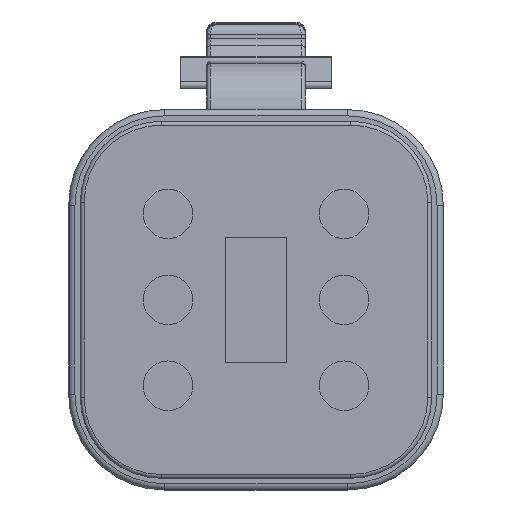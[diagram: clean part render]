
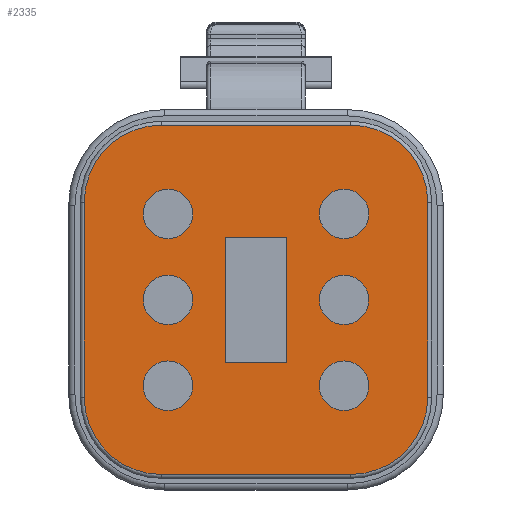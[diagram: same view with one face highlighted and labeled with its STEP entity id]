
A CAD part, front view. The second image highlights one B-rep face of the part: STEP entity #2335.
In plain terms, the highlighted planar face has unit normal (0, -1, 0).
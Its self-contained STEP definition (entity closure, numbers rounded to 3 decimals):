
#2335=ADVANCED_FACE('',(#3184,#3185,#3186,#3187,#3188,#3189,#3190,#3191),
#2991,.T.);
#2991=PLANE('',#15504);
#3184=FACE_BOUND('',#3709,.T.);
#3185=FACE_BOUND('',#3710,.T.);
#3186=FACE_BOUND('',#3711,.T.);
#3187=FACE_BOUND('',#3712,.T.);
#3188=FACE_BOUND('',#3713,.T.);
#3189=FACE_BOUND('',#3714,.T.);
#3190=FACE_BOUND('',#3715,.T.);
#3191=FACE_BOUND('',#3716,.T.);
#3709=EDGE_LOOP('',(#7165,#7166,#7167,#7168,#7169,#7170,#7171,#7172));
#3710=EDGE_LOOP('',(#7173,#7174,#7175,#7176));
#3711=EDGE_LOOP('',(#7177));
#3712=EDGE_LOOP('',(#7178));
#3713=EDGE_LOOP('',(#7179));
#3714=EDGE_LOOP('',(#7180));
#3715=EDGE_LOOP('',(#7181));
#3716=EDGE_LOOP('',(#7182));
#4765=CIRCLE('',#15484,1.28);
#4766=CIRCLE('',#15486,1.28);
#4767=CIRCLE('',#15488,1.28);
#4768=CIRCLE('',#15490,1.28);
#4769=CIRCLE('',#15492,1.28);
#4770=CIRCLE('',#15494,1.28);
#4771=CIRCLE('',#15500,4.);
#4772=CIRCLE('',#15501,4.);
#4773=CIRCLE('',#15502,4.);
#4774=CIRCLE('',#15503,4.);
#7165=ORIENTED_EDGE('',*,*,#11974,.T.);
#7166=ORIENTED_EDGE('',*,*,#11975,.T.);
#7167=ORIENTED_EDGE('',*,*,#11976,.T.);
#7168=ORIENTED_EDGE('',*,*,#11977,.T.);
#7169=ORIENTED_EDGE('',*,*,#11978,.T.);
#7170=ORIENTED_EDGE('',*,*,#11979,.T.);
#7171=ORIENTED_EDGE('',*,*,#11980,.T.);
#7172=ORIENTED_EDGE('',*,*,#11981,.T.);
#7173=ORIENTED_EDGE('',*,*,#11973,.F.);
#7174=ORIENTED_EDGE('',*,*,#11971,.F.);
#7175=ORIENTED_EDGE('',*,*,#11969,.F.);
#7176=ORIENTED_EDGE('',*,*,#11966,.F.);
#7177=ORIENTED_EDGE('',*,*,#11965,.F.);
#7178=ORIENTED_EDGE('',*,*,#11964,.F.);
#7179=ORIENTED_EDGE('',*,*,#11963,.F.);
#7180=ORIENTED_EDGE('',*,*,#11962,.F.);
#7181=ORIENTED_EDGE('',*,*,#11961,.F.);
#7182=ORIENTED_EDGE('',*,*,#11960,.F.);
#10308=VERTEX_POINT('',#26521);
#10309=VERTEX_POINT('',#26524);
#10310=VERTEX_POINT('',#26527);
#10311=VERTEX_POINT('',#26530);
#10312=VERTEX_POINT('',#26533);
#10313=VERTEX_POINT('',#26536);
#10314=VERTEX_POINT('',#26539);
#10315=VERTEX_POINT('',#26540);
#10316=VERTEX_POINT('',#26545);
#10317=VERTEX_POINT('',#26549);
#10318=VERTEX_POINT('',#26555);
#10319=VERTEX_POINT('',#26556);
#10320=VERTEX_POINT('',#26558);
#10321=VERTEX_POINT('',#26560);
#10322=VERTEX_POINT('',#26562);
#10323=VERTEX_POINT('',#26564);
#10324=VERTEX_POINT('',#26566);
#10325=VERTEX_POINT('',#26568);
#11960=EDGE_CURVE('',#10308,#10308,#4765,.T.);
#11961=EDGE_CURVE('',#10309,#10309,#4766,.T.);
#11962=EDGE_CURVE('',#10310,#10310,#4767,.T.);
#11963=EDGE_CURVE('',#10311,#10311,#4768,.T.);
#11964=EDGE_CURVE('',#10312,#10312,#4769,.T.);
#11965=EDGE_CURVE('',#10313,#10313,#4770,.T.);
#11966=EDGE_CURVE('',#10314,#10315,#13525,.T.);
#11969=EDGE_CURVE('',#10315,#10316,#13528,.T.);
#11971=EDGE_CURVE('',#10316,#10317,#13530,.T.);
#11973=EDGE_CURVE('',#10317,#10314,#13532,.T.);
#11974=EDGE_CURVE('',#10318,#10319,#4771,.T.);
#11975=EDGE_CURVE('',#10319,#10320,#13533,.T.);
#11976=EDGE_CURVE('',#10320,#10321,#4772,.T.);
#11977=EDGE_CURVE('',#10321,#10322,#13534,.T.);
#11978=EDGE_CURVE('',#10322,#10323,#4773,.T.);
#11979=EDGE_CURVE('',#10323,#10324,#13535,.T.);
#11980=EDGE_CURVE('',#10324,#10325,#4774,.T.);
#11981=EDGE_CURVE('',#10325,#10318,#13536,.T.);
#13525=LINE('',#26538,#14305);
#13528=LINE('',#26544,#14308);
#13530=LINE('',#26548,#14310);
#13532=LINE('',#26552,#14312);
#13533=LINE('',#26557,#14313);
#13534=LINE('',#26561,#14314);
#13535=LINE('',#26565,#14315);
#13536=LINE('',#26569,#14316);
#14305=VECTOR('',#18425,1.);
#14308=VECTOR('',#18430,1.);
#14310=VECTOR('',#18434,1.);
#14312=VECTOR('',#18438,1.);
#14313=VECTOR('',#18443,1.);
#14314=VECTOR('',#18446,1.);
#14315=VECTOR('',#18449,1.);
#14316=VECTOR('',#18452,1.);
#15484=AXIS2_PLACEMENT_3D('',#26520,#18401,#18402);
#15486=AXIS2_PLACEMENT_3D('',#26523,#18405,#18406);
#15488=AXIS2_PLACEMENT_3D('',#26526,#18409,#18410);
#15490=AXIS2_PLACEMENT_3D('',#26529,#18413,#18414);
#15492=AXIS2_PLACEMENT_3D('',#26532,#18417,#18418);
#15494=AXIS2_PLACEMENT_3D('',#26535,#18421,#18422);
#15500=AXIS2_PLACEMENT_3D('',#26554,#18441,#18442);
#15501=AXIS2_PLACEMENT_3D('',#26559,#18444,#18445);
#15502=AXIS2_PLACEMENT_3D('',#26563,#18447,#18448);
#15503=AXIS2_PLACEMENT_3D('',#26567,#18450,#18451);
#15504=AXIS2_PLACEMENT_3D('',#26570,#18453,#18454);
#18401=DIRECTION('',(0.,-1.,0.));
#18402=DIRECTION('',(1.,0.,0.));
#18405=DIRECTION('',(0.,-1.,0.));
#18406=DIRECTION('',(1.,0.,0.));
#18409=DIRECTION('',(0.,-1.,0.));
#18410=DIRECTION('',(1.,0.,0.));
#18413=DIRECTION('',(0.,-1.,0.));
#18414=DIRECTION('',(1.,0.,0.));
#18417=DIRECTION('',(0.,-1.,0.));
#18418=DIRECTION('',(1.,0.,0.));
#18421=DIRECTION('',(0.,-1.,0.));
#18422=DIRECTION('',(1.,0.,0.));
#18425=DIRECTION('',(1.,0.,0.));
#18430=DIRECTION('',(0.,0.,1.));
#18434=DIRECTION('',(-1.,0.,0.));
#18438=DIRECTION('',(0.,0.,-1.));
#18441=DIRECTION('',(0.,-1.,0.));
#18442=DIRECTION('',(0.,0.,-1.));
#18443=DIRECTION('',(0.,0.,1.));
#18444=DIRECTION('',(0.,-1.,0.));
#18445=DIRECTION('',(0.,0.,-1.));
#18446=DIRECTION('',(-1.,0.,0.));
#18447=DIRECTION('',(0.,-1.,0.));
#18448=DIRECTION('',(0.,0.,-1.));
#18449=DIRECTION('',(0.,0.,-1.));
#18450=DIRECTION('',(0.,-1.,0.));
#18451=DIRECTION('',(0.,0.,-1.));
#18452=DIRECTION('',(1.,0.,0.));
#18453=DIRECTION('',(0.,-1.,0.));
#18454=DIRECTION('',(0.,0.,-1.));
#26520=CARTESIAN_POINT('',(4.56,0.,0.));
#26521=CARTESIAN_POINT('',(5.84,0.,0.));
#26523=CARTESIAN_POINT('',(-4.56,0.,4.45));
#26524=CARTESIAN_POINT('',(-3.28,0.,4.45));
#26526=CARTESIAN_POINT('',(-4.56,0.,-4.45));
#26527=CARTESIAN_POINT('',(-3.28,0.,-4.45));
#26529=CARTESIAN_POINT('',(-4.56,0.,0.));
#26530=CARTESIAN_POINT('',(-3.28,0.,0.));
#26532=CARTESIAN_POINT('',(4.56,0.,-4.45));
#26533=CARTESIAN_POINT('',(5.84,0.,-4.45));
#26535=CARTESIAN_POINT('',(4.56,0.,4.45));
#26536=CARTESIAN_POINT('',(5.84,0.,4.45));
#26538=CARTESIAN_POINT('',(-1.6,0.,-3.25));
#26539=CARTESIAN_POINT('',(-1.6,0.,-3.25));
#26540=CARTESIAN_POINT('',(1.6,0.,-3.25));
#26544=CARTESIAN_POINT('',(1.6,0.,-3.25));
#26545=CARTESIAN_POINT('',(1.6,0.,3.25));
#26548=CARTESIAN_POINT('',(1.6,0.,3.25));
#26549=CARTESIAN_POINT('',(-1.6,0.,3.25));
#26552=CARTESIAN_POINT('',(-1.6,0.,3.25));
#26554=CARTESIAN_POINT('',(4.9,0.,-5.05));
#26555=CARTESIAN_POINT('',(4.9,0.,-9.05));
#26556=CARTESIAN_POINT('',(8.9,0.,-5.05));
#26557=CARTESIAN_POINT('',(8.9,0.,5.05));
#26558=CARTESIAN_POINT('',(8.9,0.,5.05));
#26559=CARTESIAN_POINT('',(4.9,0.,5.05));
#26560=CARTESIAN_POINT('',(4.9,0.,9.05));
#26561=CARTESIAN_POINT('',(-4.9,0.,9.05));
#26562=CARTESIAN_POINT('',(-4.9,0.,9.05));
#26563=CARTESIAN_POINT('',(-4.9,0.,5.05));
#26564=CARTESIAN_POINT('',(-8.9,0.,5.05));
#26565=CARTESIAN_POINT('',(-8.9,0.,-5.05));
#26566=CARTESIAN_POINT('',(-8.9,0.,-5.05));
#26567=CARTESIAN_POINT('',(-4.9,0.,-5.05));
#26568=CARTESIAN_POINT('',(-4.9,0.,-9.05));
#26569=CARTESIAN_POINT('',(4.9,0.,-9.05));
#26570=CARTESIAN_POINT('',(-4.9,0.,-5.05));
